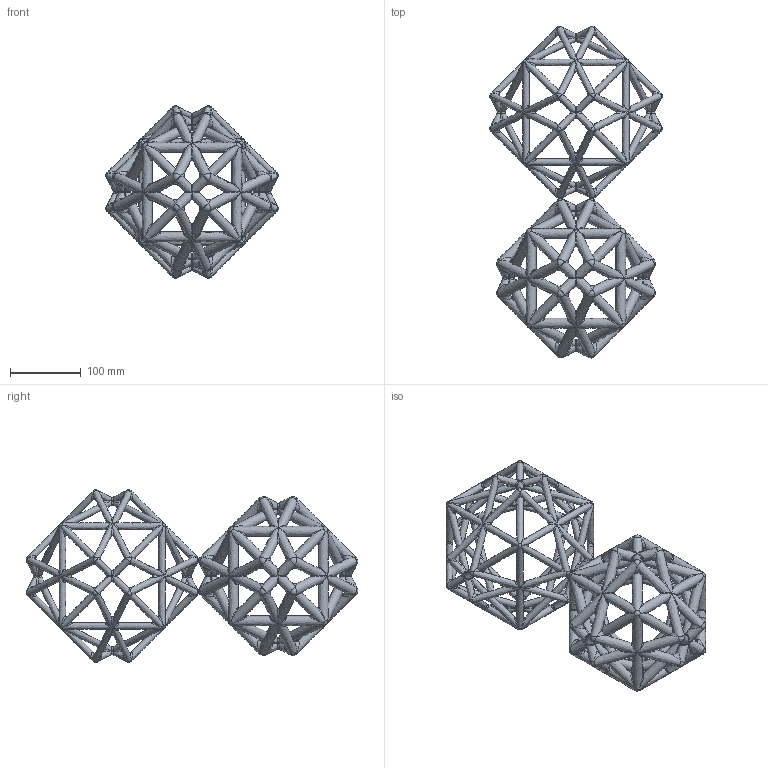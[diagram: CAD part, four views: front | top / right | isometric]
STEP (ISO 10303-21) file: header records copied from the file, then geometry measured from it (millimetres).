
FILE_DESCRIPTION(('FreeCAD Model'),'2;1');
FILE_NAME('Open CASCADE Shape Model','2025-05-04T06:42:40',('FreeCAD'),( 'FreeCAD'),'Open CASCADE STEP processor 7.6','FreeCAD','Unknown');
FILE_SCHEMA(('AUTOMOTIVE_DESIGN { 1 0 10303 214 1 1 1 1 }'));
Products named in the file (1): Open CASCADE STEP translator 7.6 1
Bounding box: 243.39 x 468.1 x 243.23 mm (x, y, z)
Volume: 1587874.5 mm3; surface area: 462355.7 mm2
Topology: 2 solids, 2 shells, 1328 faces, 3496 edges, 1296 vertices
Faces by surface type: bspline 1328
Entity records: 85954 total; most frequent: CARTESIAN_POINT 70479, ORIENTED_EDGE 5808, EDGE_CURVE 2904, ADVANCED_FACE 1328, FACE_BOUND 1328, EDGE_LOOP 1328, VERTEX_POINT 1296, B_SPLINE_SURFACE_WITH_KNOTS 888
